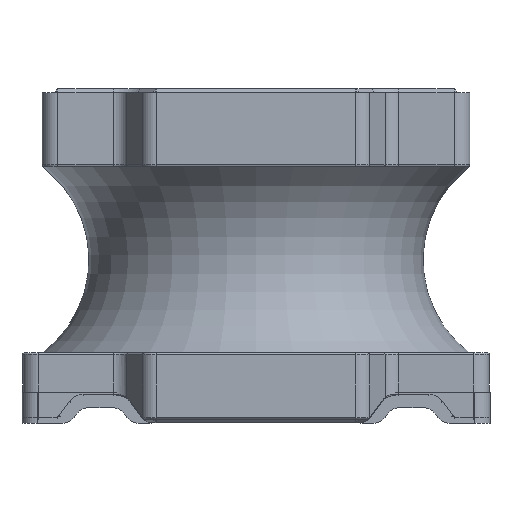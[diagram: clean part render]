
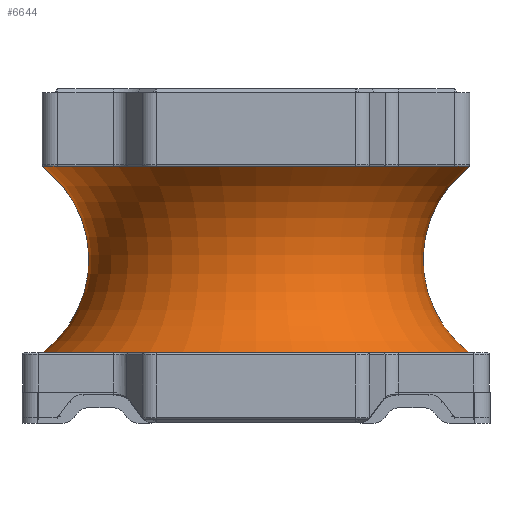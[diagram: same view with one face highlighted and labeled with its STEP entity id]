
A CAD part, front view. The second image highlights one B-rep face of the part: STEP entity #6644.
In plain terms, the highlighted toroidal (fillet/blend) face has major radius 3.65 mm and minor radius 1.5 mm.
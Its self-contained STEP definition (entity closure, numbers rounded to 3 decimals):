
#1584=ORIENTED_EDGE('',*,*,#3646,.T.);
#1585=ORIENTED_EDGE('',*,*,#3647,.F.);
#3646=EDGE_CURVE('',#4677,#4677,#5322,.T.);
#3647=EDGE_CURVE('',#4678,#4678,#5323,.T.);
#4677=VERTEX_POINT('',#11919);
#4678=VERTEX_POINT('',#11921);
#5322=CIRCLE('',#9202,2.75);
#5323=CIRCLE('',#9203,2.75);
#5639=EDGE_LOOP('',(#1584));
#5640=EDGE_LOOP('',(#1585));
#6107=FACE_BOUND('',#5639,.T.);
#6108=FACE_BOUND('',#5640,.T.);
#6575=TOROIDAL_SURFACE('',#9201,3.65,1.5);
#6644=ADVANCED_FACE('',(#6107,#6108),#6575,.F.);
#9201=AXIS2_PLACEMENT_3D('',#11917,#9946,#9947);
#9202=AXIS2_PLACEMENT_3D('',#11918,#9948,#9949);
#9203=AXIS2_PLACEMENT_3D('',#11920,#9950,#9951);
#9946=DIRECTION('',(0.,0.,-1.));
#9947=DIRECTION('',(-1.,0.,0.));
#9948=DIRECTION('',(0.,0.,-1.));
#9949=DIRECTION('',(1.,0.,0.));
#9950=DIRECTION('',(0.,0.,-1.));
#9951=DIRECTION('',(1.,0.,0.));
#11917=CARTESIAN_POINT('',(0.,0.,0.));
#11918=CARTESIAN_POINT('',(0.,0.,1.2));
#11919=CARTESIAN_POINT('',(2.75,0.,1.2));
#11920=CARTESIAN_POINT('',(0.,0.,-1.2));
#11921=CARTESIAN_POINT('',(2.75,0.,-1.2));
